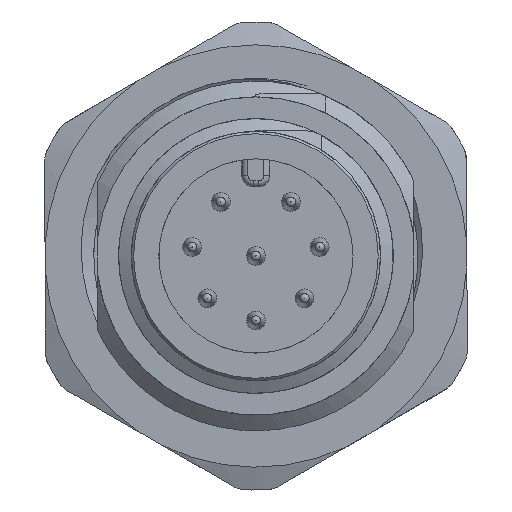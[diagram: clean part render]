
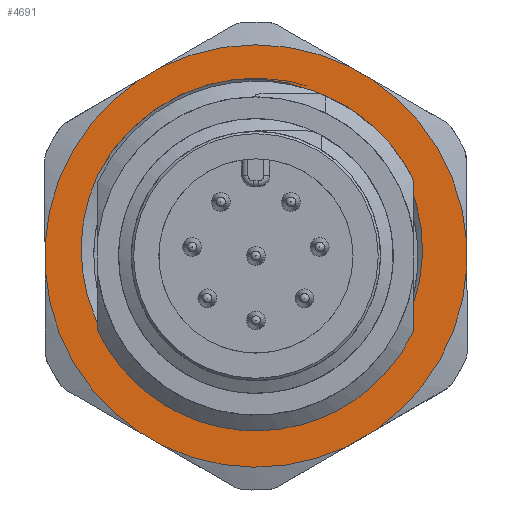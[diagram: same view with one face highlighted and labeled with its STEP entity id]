
A CAD part, front view. The second image highlights one B-rep face of the part: STEP entity #4691.
In plain terms, the highlighted face is planar.
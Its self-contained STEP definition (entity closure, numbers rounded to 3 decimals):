
#350=B_SPLINE_CURVE_WITH_KNOTS('',3,(#18713,#18714,#18715,#18716,#18717,
#18718,#18719),.UNSPECIFIED.,.F.,.F.,(4,1,1,1,4),(0.,0.004,
0.009,0.013,0.017),
 .UNSPECIFIED.);
#351=B_SPLINE_CURVE_WITH_KNOTS('',3,(#18723,#18724,#18725,#18726,#18727,
#18728,#18729),.UNSPECIFIED.,.F.,.F.,(4,1,1,1,4),(0.,
0.004,0.009,0.013,0.017),
 .UNSPECIFIED.);
#648=LINE('',#18733,#835);
#649=LINE('',#18737,#836);
#650=LINE('',#18741,#837);
#651=LINE('',#18745,#838);
#652=LINE('',#18749,#839);
#653=LINE('',#18753,#840);
#835=VECTOR('',#6239,1000.);
#836=VECTOR('',#6242,1000.);
#837=VECTOR('',#6245,1000.);
#838=VECTOR('',#6248,1000.);
#839=VECTOR('',#6251,1000.);
#840=VECTOR('',#6254,1000.);
#1839=ORIENTED_EDGE('',*,*,#2625,.T.);
#1840=ORIENTED_EDGE('',*,*,#2626,.T.);
#1841=ORIENTED_EDGE('',*,*,#2627,.T.);
#1842=ORIENTED_EDGE('',*,*,#2628,.T.);
#1843=ORIENTED_EDGE('',*,*,#2629,.F.);
#1844=ORIENTED_EDGE('',*,*,#2630,.T.);
#1845=ORIENTED_EDGE('',*,*,#2631,.F.);
#1846=ORIENTED_EDGE('',*,*,#2632,.T.);
#1847=ORIENTED_EDGE('',*,*,#2633,.F.);
#1848=ORIENTED_EDGE('',*,*,#2634,.T.);
#1849=ORIENTED_EDGE('',*,*,#2635,.F.);
#1850=ORIENTED_EDGE('',*,*,#2636,.T.);
#1851=ORIENTED_EDGE('',*,*,#2637,.F.);
#1852=ORIENTED_EDGE('',*,*,#2638,.T.);
#1853=ORIENTED_EDGE('',*,*,#2639,.F.);
#1854=ORIENTED_EDGE('',*,*,#2640,.T.);
#2625=EDGE_CURVE('',#3135,#3136,#3398,.T.);
#2626=EDGE_CURVE('',#3136,#3137,#350,.T.);
#2627=EDGE_CURVE('',#3137,#3138,#3399,.F.);
#2628=EDGE_CURVE('',#3138,#3135,#351,.T.);
#2629=EDGE_CURVE('',#3139,#3140,#3400,.F.);
#2630=EDGE_CURVE('',#3139,#3141,#648,.T.);
#2631=EDGE_CURVE('',#3142,#3141,#3401,.F.);
#2632=EDGE_CURVE('',#3142,#3143,#649,.T.);
#2633=EDGE_CURVE('',#3144,#3143,#3402,.F.);
#2634=EDGE_CURVE('',#3144,#3145,#650,.T.);
#2635=EDGE_CURVE('',#3146,#3145,#3403,.F.);
#2636=EDGE_CURVE('',#3146,#3147,#651,.T.);
#2637=EDGE_CURVE('',#3148,#3147,#3404,.F.);
#2638=EDGE_CURVE('',#3148,#3149,#652,.T.);
#2639=EDGE_CURVE('',#3150,#3149,#3405,.F.);
#2640=EDGE_CURVE('',#3150,#3140,#653,.T.);
#3135=VERTEX_POINT('',#18711);
#3136=VERTEX_POINT('',#18712);
#3137=VERTEX_POINT('',#18720);
#3138=VERTEX_POINT('',#18722);
#3139=VERTEX_POINT('',#18731);
#3140=VERTEX_POINT('',#18732);
#3141=VERTEX_POINT('',#18734);
#3142=VERTEX_POINT('',#18736);
#3143=VERTEX_POINT('',#18738);
#3144=VERTEX_POINT('',#18740);
#3145=VERTEX_POINT('',#18742);
#3146=VERTEX_POINT('',#18744);
#3147=VERTEX_POINT('',#18746);
#3148=VERTEX_POINT('',#18748);
#3149=VERTEX_POINT('',#18750);
#3150=VERTEX_POINT('',#18752);
#3398=CIRCLE('',#5211,7.6);
#3399=CIRCLE('',#5212,6.93);
#3400=CIRCLE('',#5213,9.024);
#3401=CIRCLE('',#5214,9.024);
#3402=CIRCLE('',#5215,9.024);
#3403=CIRCLE('',#5216,9.024);
#3404=CIRCLE('',#5217,9.024);
#3405=CIRCLE('',#5218,9.024);
#3800=EDGE_LOOP('',(#1839,#1840,#1841,#1842));
#3801=EDGE_LOOP('',(#1843,#1844,#1845,#1846,#1847,#1848,#1849,#1850,#1851,
#1852,#1853,#1854));
#4251=FACE_BOUND('',#3800,.T.);
#4252=FACE_BOUND('',#3801,.T.);
#4420=PLANE('',#5210);
#4691=ADVANCED_FACE('',(#4251,#4252),#4420,.T.);
#5210=AXIS2_PLACEMENT_3D('',#18709,#6231,#6232);
#5211=AXIS2_PLACEMENT_3D('',#18710,#6233,#6234);
#5212=AXIS2_PLACEMENT_3D('',#18721,#6235,#6236);
#5213=AXIS2_PLACEMENT_3D('',#18730,#6237,#6238);
#5214=AXIS2_PLACEMENT_3D('',#18735,#6240,#6241);
#5215=AXIS2_PLACEMENT_3D('',#18739,#6243,#6244);
#5216=AXIS2_PLACEMENT_3D('',#18743,#6246,#6247);
#5217=AXIS2_PLACEMENT_3D('',#18747,#6249,#6250);
#5218=AXIS2_PLACEMENT_3D('',#18751,#6252,#6253);
#6231=DIRECTION('',(1.,0.,0.));
#6232=DIRECTION('',(0.,0.,-1.));
#6233=DIRECTION('',(-1.,0.,0.));
#6234=DIRECTION('',(0.,1.,0.));
#6235=DIRECTION('',(1.,0.,0.));
#6236=DIRECTION('',(0.,0.,-1.));
#6237=DIRECTION('',(1.,0.,0.));
#6238=DIRECTION('',(0.,0.,-1.));
#6239=DIRECTION('',(0.,1.,0.));
#6240=DIRECTION('',(1.,0.,0.));
#6241=DIRECTION('',(0.,0.,-1.));
#6242=DIRECTION('',(0.,0.497,0.868));
#6243=DIRECTION('',(1.,0.,0.));
#6244=DIRECTION('',(0.,0.,-1.));
#6245=DIRECTION('',(0.,-0.497,0.868));
#6246=DIRECTION('',(1.,0.,0.));
#6247=DIRECTION('',(0.,0.,-1.));
#6248=DIRECTION('',(0.,-1.,0.));
#6249=DIRECTION('',(1.,0.,0.));
#6250=DIRECTION('',(0.,0.,-1.));
#6251=DIRECTION('',(0.,-0.498,-0.867));
#6252=DIRECTION('',(1.,0.,0.));
#6253=DIRECTION('',(0.,0.,-1.));
#6254=DIRECTION('',(0.,0.498,-0.867));
#18709=CARTESIAN_POINT('',(1.5,0.,0.));
#18710=CARTESIAN_POINT('',(1.5,0.,0.));
#18711=CARTESIAN_POINT('',(1.5,-4.081,6.411));
#18712=CARTESIAN_POINT('',(1.5,3.02,6.974));
#18713=CARTESIAN_POINT('',(1.5,3.02,6.974));
#18714=CARTESIAN_POINT('',(1.5,4.318,6.354));
#18715=CARTESIAN_POINT('',(1.5,6.523,4.378));
#18716=CARTESIAN_POINT('',(1.5,7.706,0.079));
#18717=CARTESIAN_POINT('',(1.5,6.285,-4.171));
#18718=CARTESIAN_POINT('',(1.5,3.917,-5.964));
#18719=CARTESIAN_POINT('',(1.5,2.558,-6.441));
#18720=CARTESIAN_POINT('',(1.5,2.558,-6.441));
#18721=CARTESIAN_POINT('',(1.5,0.,0.));
#18722=CARTESIAN_POINT('',(1.5,-1.511,-6.763));
#18723=CARTESIAN_POINT('',(1.5,-1.511,-6.763));
#18724=CARTESIAN_POINT('',(1.5,-2.927,-6.508));
#18725=CARTESIAN_POINT('',(1.5,-5.554,-5.103));
#18726=CARTESIAN_POINT('',(1.5,-7.621,-1.142));
#18727=CARTESIAN_POINT('',(1.5,-7.131,3.298));
#18728=CARTESIAN_POINT('',(1.5,-5.265,5.594));
#18729=CARTESIAN_POINT('',(1.5,-4.081,6.411));
#18730=CARTESIAN_POINT('',(1.5,0.,0.));
#18731=CARTESIAN_POINT('',(1.5,-0.764,-8.992));
#18732=CARTESIAN_POINT('',(1.5,-7.542,-4.955));
#18733=CARTESIAN_POINT('',(1.5,-4.376,-8.992));
#18734=CARTESIAN_POINT('',(1.5,0.764,-8.992));
#18735=CARTESIAN_POINT('',(1.5,0.,0.));
#18736=CARTESIAN_POINT('',(1.5,7.551,-4.941));
#18737=CARTESIAN_POINT('',(1.5,5.661,-8.243));
#18738=CARTESIAN_POINT('',(1.5,8.085,-4.008));
#18739=CARTESIAN_POINT('',(1.5,0.,0.));
#18740=CARTESIAN_POINT('',(1.5,8.085,4.008));
#18741=CARTESIAN_POINT('',(1.5,9.975,0.706));
#18742=CARTESIAN_POINT('',(1.5,7.551,4.941));
#18743=CARTESIAN_POINT('',(1.5,0.,0.));
#18744=CARTESIAN_POINT('',(1.5,0.537,9.008));
#18745=CARTESIAN_POINT('',(1.5,4.342,9.008));
#18746=CARTESIAN_POINT('',(1.5,-0.537,9.008));
#18747=CARTESIAN_POINT('',(1.5,0.,0.));
#18748=CARTESIAN_POINT('',(1.5,-7.542,4.955));
#18749=CARTESIAN_POINT('',(1.5,-5.646,8.254));
#18750=CARTESIAN_POINT('',(1.5,-8.078,4.024));
#18751=CARTESIAN_POINT('',(1.5,0.,0.));
#18752=CARTESIAN_POINT('',(1.5,-8.078,-4.024));
#18753=CARTESIAN_POINT('',(1.5,-9.974,-0.725));
